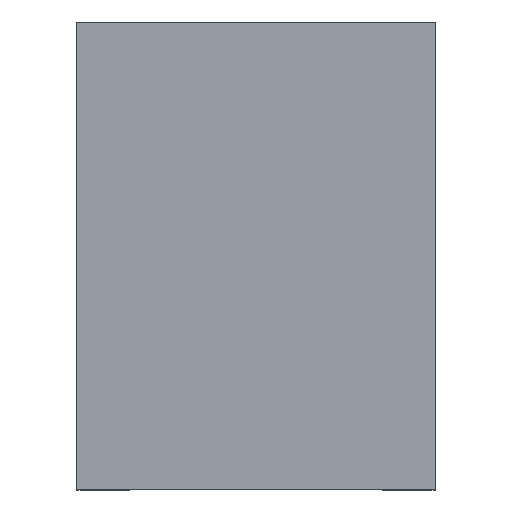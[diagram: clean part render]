
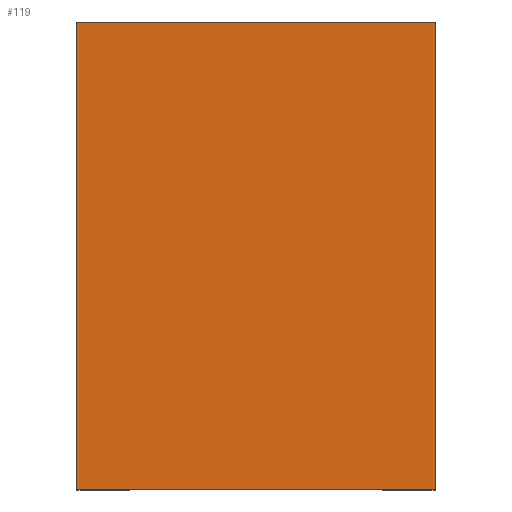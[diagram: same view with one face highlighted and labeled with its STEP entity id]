
A CAD part, top view. The second image highlights one B-rep face of the part: STEP entity #119.
In plain terms, the highlighted planar face has unit normal (0, 0, 1).
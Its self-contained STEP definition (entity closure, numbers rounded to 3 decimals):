
#32 = VECTOR ( 'NONE', #336, 1000. ) ;
#43 = LINE ( 'NONE', #631, #249 ) ;
#57 = ORIENTED_EDGE ( 'NONE', *, *, #172, .T. ) ;
#64 = PLANE ( 'NONE',  #525 ) ;
#119 = ADVANCED_FACE ( 'NONE', ( #670 ), #64, .F. ) ;
#172 = EDGE_CURVE ( 'NONE', #595, #305, #584, .T. ) ;
#174 = VECTOR ( 'NONE', #400, 1000. ) ;
#200 = ORIENTED_EDGE ( 'NONE', *, *, #687, .T. ) ;
#204 = EDGE_CURVE ( 'NONE', #305, #677, #43, .T. ) ;
#205 = EDGE_LOOP ( 'NONE', ( #263, #507, #200, #57 ) ) ;
#214 = DIRECTION ( 'NONE',  ( 0., 1., 0. ) ) ;
#249 = VECTOR ( 'NONE', #275, 1000. ) ;
#263 = ORIENTED_EDGE ( 'NONE', *, *, #204, .T. ) ;
#275 = DIRECTION ( 'NONE',  ( 0., -1., 0. ) ) ;
#287 = CARTESIAN_POINT ( 'NONE',  ( 15.95, -2.85, 7.9 ) ) ;
#305 = VERTEX_POINT ( 'NONE', #641 ) ;
#307 = DIRECTION ( 'NONE',  ( -1., 0., 0. ) ) ;
#336 = DIRECTION ( 'NONE',  ( 1., 0., 0. ) ) ;
#340 = VECTOR ( 'NONE', #214, 1000. ) ;
#364 = CARTESIAN_POINT ( 'NONE',  ( 0., 0., 7.9 ) ) ;
#380 = CARTESIAN_POINT ( 'NONE',  ( -15.95, -2.85, 7.9 ) ) ;
#398 = LINE ( 'NONE', #380, #32 ) ;
#400 = DIRECTION ( 'NONE',  ( -1., 0., 0. ) ) ;
#425 = DIRECTION ( 'NONE',  ( 0., 0., -1. ) ) ;
#473 = VERTEX_POINT ( 'NONE', #287 ) ;
#507 = ORIENTED_EDGE ( 'NONE', *, *, #715, .T. ) ;
#517 = CARTESIAN_POINT ( 'NONE',  ( -15.95, 38.819, 7.9 ) ) ;
#525 = AXIS2_PLACEMENT_3D ( 'NONE', #364, #425, #307 ) ;
#562 = CARTESIAN_POINT ( 'NONE',  ( 15.95, 38.819, 7.9 ) ) ;
#584 = LINE ( 'NONE', #517, #174 ) ;
#595 = VERTEX_POINT ( 'NONE', #562 ) ;
#631 = CARTESIAN_POINT ( 'NONE',  ( -15.95, -2.85, 7.9 ) ) ;
#641 = CARTESIAN_POINT ( 'NONE',  ( -15.95, 38.819, 7.9 ) ) ;
#670 = FACE_OUTER_BOUND ( 'NONE', #205, .T. ) ;
#677 = VERTEX_POINT ( 'NONE', #700 ) ;
#687 = EDGE_CURVE ( 'NONE', #473, #595, #769, .T. ) ;
#700 = CARTESIAN_POINT ( 'NONE',  ( -15.95, -2.85, 7.9 ) ) ;
#704 = CARTESIAN_POINT ( 'NONE',  ( 15.95, -2.85, 7.9 ) ) ;
#715 = EDGE_CURVE ( 'NONE', #677, #473, #398, .T. ) ;
#769 = LINE ( 'NONE', #704, #340 ) ;
